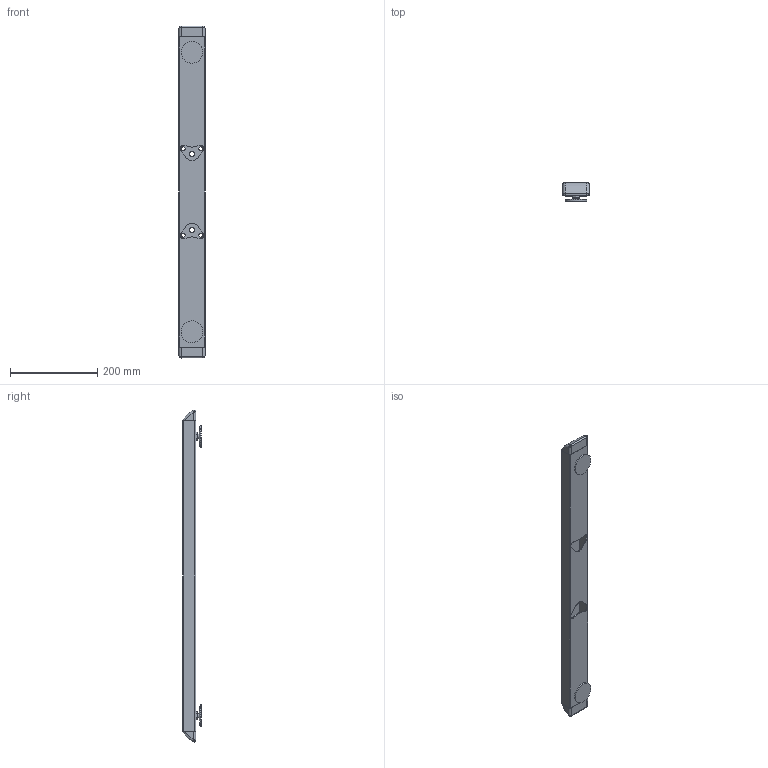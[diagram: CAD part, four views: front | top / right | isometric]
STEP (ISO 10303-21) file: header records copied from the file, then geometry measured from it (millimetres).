
FILE_DESCRIPTION (( 'STEP AP214' ), '1' );
FILE_NAME ('Fußausleger Hexalift sym. - EZ00434.STEP', '2019-07-15T09:06:15', ( '' ), ( '' ), 'SwSTEP 2.0', 'SolidWorks 2018', '' );
FILE_SCHEMA (( 'AUTOMOTIVE_DESIGN' ));
Length unit declared in the file: millimetre
Products named in the file (5): hex thin nut chamfered gradeab_1_iso_Hexagon Thin Nut ISO - 4035 - M10 - N - 4.8 verz.; Edelstahlhöhenversteller E50 M10x15_klein; EZ00394; Fußausleger Hexalift sym. - EZ00434; 06286030 Rohrendstück
Assembly tree (7 placements, depth 2):
  Fußausleger Hexalift sym. - EZ00434
    EZ00394
    Edelstahlhöhenversteller E50 M10x15_klein  x2
    06286030 Rohrendstück  x2
    hex thin nut chamfered gradeab_1_iso_Hexagon Thin Nut ISO - 4035 - M10 - N - 4.8 verz.  x2
Bounding box: 60 x 43 x 760 mm (x, y, z)
Volume: 333843.4 mm3; surface area: 273888.4 mm2
Topology: 7 solids, 7 shells, 174 faces, 420 edges, 256 vertices
Faces by surface type: plane 70, cylinder 60, cone 36, torus 4, bspline 4
Entity records: 4108 total; most frequent: CARTESIAN_POINT 978, DIRECTION 630, ORIENTED_EDGE 588, EDGE_CURVE 294, AXIS2_PLACEMENT_3D 242, VERTEX_POINT 184, VECTOR 146, LINE 146
